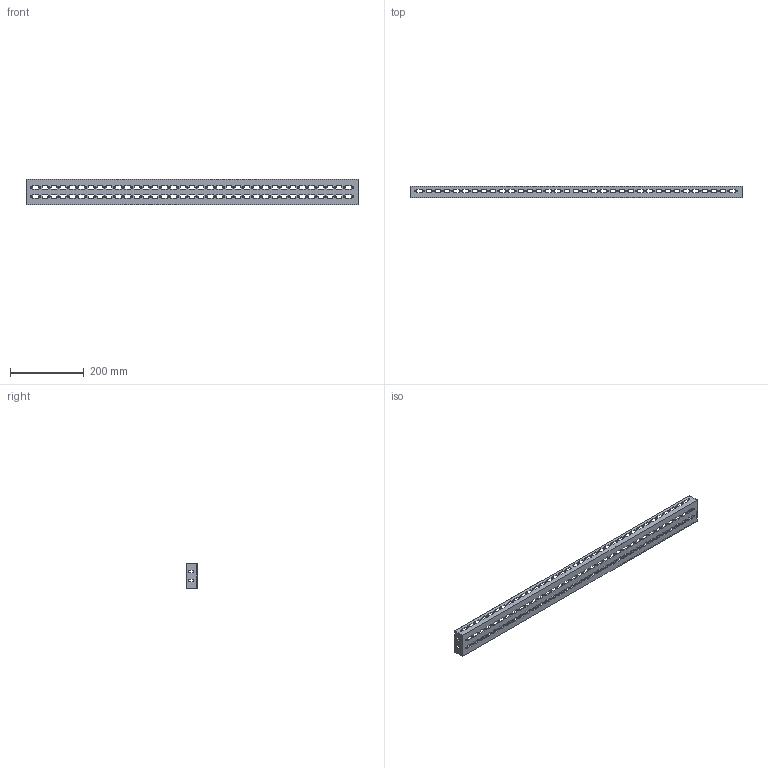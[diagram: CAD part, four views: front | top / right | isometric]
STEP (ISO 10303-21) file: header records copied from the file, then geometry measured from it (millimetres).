
FILE_DESCRIPTION (( 'STEP AP203' ), '1' );
FILE_NAME ('DCKA07_Default.step', '2025-05-14T12:50:24', ( 'Windows User' ), ( 'AUTOMATION DIRECT' ), 'SwSTEP 2.0', 'SolidWorks 2024', '' );
FILE_SCHEMA (( 'CONFIG_CONTROL_DESIGN' ));
Length unit declared in the file: millimetre
Products named in the file (1): DCKA07_Default
Bounding box: 902 x 30 x 70 mm (x, y, z)
Volume: 192167.2 mm3; surface area: 213575.1 mm2
Topology: 1 solids, 1 shells, 729 faces, 2250 edges, 1524 vertices
Faces by surface type: plane 579, cylinder 150
Full cylindrical faces by diameter (mm): 4.25 x142
Entity records: 24803 total; most frequent: CARTESIAN_POINT 4218, ORIENTED_EDGE 4072, DIRECTION 3796, EDGE_CURVE 2036, LINE 1736, VECTOR 1736, VERTEX_POINT 1452, EDGE_LOOP 1444
